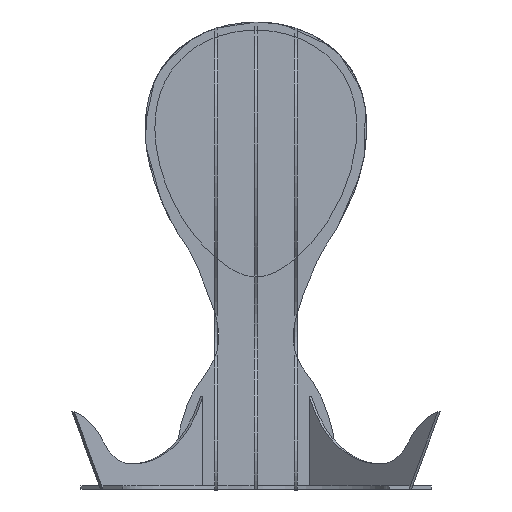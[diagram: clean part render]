
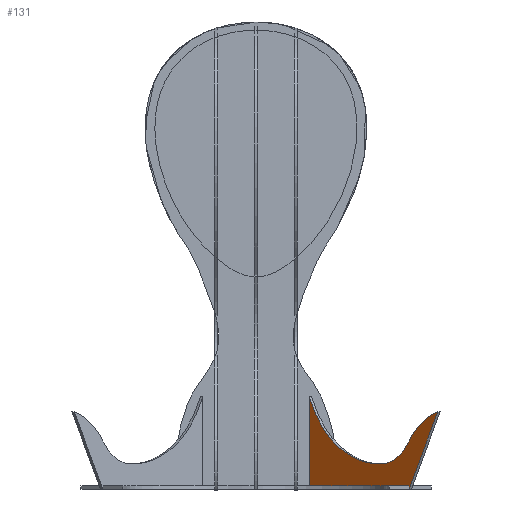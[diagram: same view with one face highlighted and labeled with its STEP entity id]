
A CAD part, front view. The second image highlights one B-rep face of the part: STEP entity #131.
In plain terms, the highlighted planar face has unit normal (-0.703, -0.711, 0).
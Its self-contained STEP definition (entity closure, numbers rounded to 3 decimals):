
#131=ADVANCED_FACE($,(#177),#590,.T.);
#177=FACE_OUTER_BOUND($,#223,.T.);
#223=EDGE_LOOP($,(#332,#333,#334,#335));
#332=ORIENTED_EDGE($,*,*,#456,.F.);
#333=ORIENTED_EDGE($,*,*,#457,.F.);
#334=ORIENTED_EDGE($,*,*,#458,.F.);
#335=ORIENTED_EDGE($,*,*,#455,.F.);
#455=EDGE_CURVE($,#524,#527,#641,.T.);
#456=EDGE_CURVE($,#525,#524,#642,.T.);
#457=EDGE_CURVE($,#526,#525,#643,.T.);
#458=EDGE_CURVE($,#527,#526,#644,.T.);
#524=VERTEX_POINT($,#18560);
#525=VERTEX_POINT($,#18561);
#526=VERTEX_POINT($,#18562);
#527=VERTEX_POINT($,#18563);
#590=PLANE($,#712);
#641=B_SPLINE_CURVE_WITH_KNOTS($,3,(#18466,#18467,#18468,#18469,#18470,#18471,
#18472,#18473,#18474),.UNSPECIFIED.,.F.,.F.,(4,1,1,3,4),(283.986,
284.986,285.986,286.986,287.986),.UNSPECIFIED.);
#642=B_SPLINE_CURVE_WITH_KNOTS($,3,(#18475,#18476,#18477,#18478),.UNSPECIFIED.,
.F.,.F.,(4,4),(488.876,570.972),.UNSPECIFIED.);
#643=B_SPLINE_CURVE_WITH_KNOTS($,3,(#18479,#18480,#18481,#18482),.UNSPECIFIED.,
.F.,.F.,(4,4),(365.139,488.876),.UNSPECIFIED.);
#644=B_SPLINE_CURVE_WITH_KNOTS($,3,(#18483,#18484,#18485,#18486),.UNSPECIFIED.,
.F.,.F.,(4,4),(287.986,365.139),.UNSPECIFIED.);
#712=AXIS2_PLACEMENT_3D($,#18516,#733,$);
#733=DIRECTION($,(-0.703,-0.711,0.));
#18466=CARTESIAN_POINT($,(46.718,-17.353,100.096));
#18467=CARTESIAN_POINT($,(55.23,-25.767,73.154));
#18468=CARTESIAN_POINT($,(76.137,-46.434,48.298));
#18469=CARTESIAN_POINT($,(104.455,-74.426,38.038));
#18470=CARTESIAN_POINT($,(125.312,-95.044,41.104));
#18471=CARTESIAN_POINT($,(135.329,-104.946,61.676));
#18472=CARTESIAN_POINT($,(136.376,-105.98,63.825));
#18473=CARTESIAN_POINT($,(144.355,-113.867,80.427));
#18474=CARTESIAN_POINT($,(160.212,-129.543,86.319));
#18475=CARTESIAN_POINT($,(46.718,-17.353,18.));
#18476=CARTESIAN_POINT($,(46.718,-17.353,45.365));
#18477=CARTESIAN_POINT($,(46.718,-17.353,72.731));
#18478=CARTESIAN_POINT($,(46.718,-17.353,100.096));
#18479=CARTESIAN_POINT($,(134.717,-104.341,18.));
#18480=CARTESIAN_POINT($,(105.384,-75.345,18.));
#18481=CARTESIAN_POINT($,(76.051,-46.349,18.));
#18482=CARTESIAN_POINT($,(46.718,-17.353,18.));
#18483=CARTESIAN_POINT($,(160.212,-129.543,86.319));
#18484=CARTESIAN_POINT($,(151.714,-121.142,63.546));
#18485=CARTESIAN_POINT($,(143.216,-112.741,40.773));
#18486=CARTESIAN_POINT($,(134.717,-104.341,18.));
#18516=CARTESIAN_POINT($,(160.212,-129.543,18.));
#18560=CARTESIAN_POINT($,(46.718,-17.353,100.096));
#18561=CARTESIAN_POINT($,(46.718,-17.353,18.));
#18562=CARTESIAN_POINT($,(134.717,-104.341,18.));
#18563=CARTESIAN_POINT($,(160.212,-129.543,86.319));
